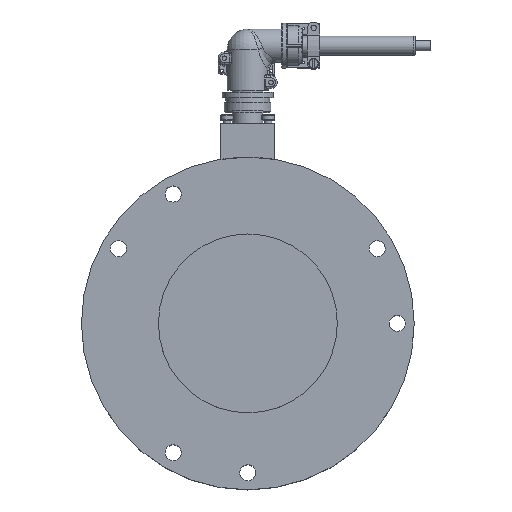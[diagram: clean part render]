
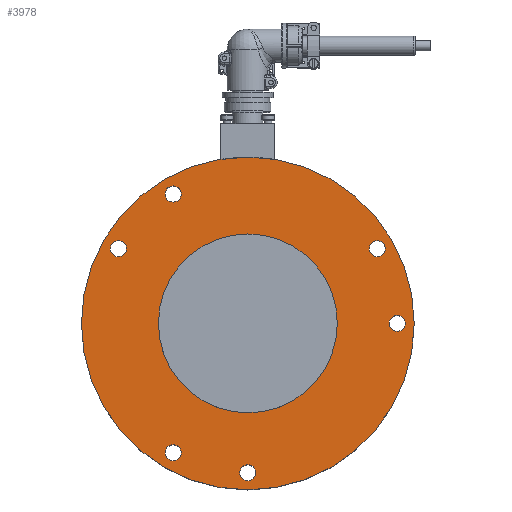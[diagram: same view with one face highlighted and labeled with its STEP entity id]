
A CAD part, top view. The second image highlights one B-rep face of the part: STEP entity #3978.
In plain terms, the highlighted planar face has unit normal (0, 0, 1).
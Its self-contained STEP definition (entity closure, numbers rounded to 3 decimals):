
#55 = EDGE_CURVE ( 'NONE', #11481, #11481, #6861, .T. ) ;
#162 = CARTESIAN_POINT ( 'NONE',  ( 83.5, 0., 33.25 ) ) ;
#230 = AXIS2_PLACEMENT_3D ( 'NONE', #12023, #3196, #11660 ) ;
#601 = DIRECTION ( 'NONE',  ( 0., 0., 1. ) ) ;
#626 = VERTEX_POINT ( 'NONE', #9461 ) ;
#759 = ORIENTED_EDGE ( 'NONE', *, *, #10523, .F. ) ;
#992 = FACE_BOUND ( 'NONE', #3549, .T. ) ;
#1019 = DIRECTION ( 'NONE',  ( 0., 0., 1. ) ) ;
#1424 = DIRECTION ( 'NONE',  ( -0.866, 0.5, 0. ) ) ;
#1444 = AXIS2_PLACEMENT_3D ( 'NONE', #10852, #3791, #2020 ) ;
#1525 = ORIENTED_EDGE ( 'NONE', *, *, #10167, .F. ) ;
#2020 = DIRECTION ( 'NONE',  ( -0.866, 0.5, 0. ) ) ;
#2139 = VERTEX_POINT ( 'NONE', #16236 ) ;
#2518 = VERTEX_POINT ( 'NONE', #18488 ) ;
#2665 = CIRCLE ( 'NONE', #14677, 4.5 ) ;
#2691 = AXIS2_PLACEMENT_3D ( 'NONE', #162, #17281, #11557 ) ;
#3196 = DIRECTION ( 'NONE',  ( 0., 0., 1. ) ) ;
#3549 = EDGE_LOOP ( 'NONE', ( #9908 ) ) ;
#3722 = EDGE_CURVE ( 'NONE', #4707, #4707, #12290, .T. ) ;
#3791 = DIRECTION ( 'NONE',  ( 0., 0., 1. ) ) ;
#3932 = CARTESIAN_POINT ( 'NONE',  ( -25., -43.301, 33.25 ) ) ;
#3978 = ADVANCED_FACE ( 'NONE', ( #992, #16613, #18185, #5248, #11161, #5337, #7973, #10975 ), #6738, .T. ) ;
#4174 = CIRCLE ( 'NONE', #1444, 4.5 ) ;
#4269 = AXIS2_PLACEMENT_3D ( 'NONE', #13449, #9302, #6303 ) ;
#4315 = ORIENTED_EDGE ( 'NONE', *, *, #10542, .F. ) ;
#4707 = VERTEX_POINT ( 'NONE', #7626 ) ;
#5248 = FACE_BOUND ( 'NONE', #16012, .T. ) ;
#5337 = FACE_BOUND ( 'NONE', #5502, .T. ) ;
#5434 = DIRECTION ( 'NONE',  ( -0.866, 0.5, 0. ) ) ;
#5502 = EDGE_LOOP ( 'NONE', ( #7397 ) ) ;
#6303 = DIRECTION ( 'NONE',  ( -0.5, -0.866, 0. ) ) ;
#6708 = EDGE_LOOP ( 'NONE', ( #4315 ) ) ;
#6738 = PLANE ( 'NONE',  #15866 ) ;
#6755 = CARTESIAN_POINT ( 'NONE',  ( 68.416, 44., 33.25 ) ) ;
#6790 = CIRCLE ( 'NONE', #10997, 4.5 ) ;
#6861 = CIRCLE ( 'NONE', #10785, 4.5 ) ;
#6952 = CIRCLE ( 'NONE', #4269, 50. ) ;
#7226 = ORIENTED_EDGE ( 'NONE', *, *, #16585, .F. ) ;
#7397 = ORIENTED_EDGE ( 'NONE', *, *, #15164, .F. ) ;
#7626 = CARTESIAN_POINT ( 'NONE',  ( 79.603, 2.25, 33.25 ) ) ;
#7769 = CARTESIAN_POINT ( 'NONE',  ( -41.75, -72.313, 33.25 ) ) ;
#7819 = EDGE_LOOP ( 'NONE', ( #14718 ) ) ;
#7857 = DIRECTION ( 'NONE',  ( -0.866, 0.5, 0. ) ) ;
#7893 = CARTESIAN_POINT ( 'NONE',  ( -72.313, 41.75, 33.25 ) ) ;
#7973 = FACE_OUTER_BOUND ( 'NONE', #14357, .T. ) ;
#8272 = CARTESIAN_POINT ( 'NONE',  ( -41.75, 72.313, 33.25 ) ) ;
#8450 = CARTESIAN_POINT ( 'NONE',  ( -45.647, -70.063, 33.25 ) ) ;
#9063 = EDGE_CURVE ( 'NONE', #2518, #2518, #14137, .T. ) ;
#9302 = DIRECTION ( 'NONE',  ( 0., 0., 1. ) ) ;
#9461 = CARTESIAN_POINT ( 'NONE',  ( -3.897, -81.25, 33.25 ) ) ;
#9507 = ORIENTED_EDGE ( 'NONE', *, *, #9063, .T. ) ;
#9908 = ORIENTED_EDGE ( 'NONE', *, *, #55, .F. ) ;
#9952 = VERTEX_POINT ( 'NONE', #6755 ) ;
#10167 = EDGE_CURVE ( 'NONE', #17003, #17003, #6952, .T. ) ;
#10523 = EDGE_CURVE ( 'NONE', #9952, #9952, #4174, .T. ) ;
#10542 = EDGE_CURVE ( 'NONE', #13905, #13905, #2665, .T. ) ;
#10785 = AXIS2_PLACEMENT_3D ( 'NONE', #8272, #1019, #15406 ) ;
#10852 = CARTESIAN_POINT ( 'NONE',  ( 72.313, 41.75, 33.25 ) ) ;
#10975 = FACE_BOUND ( 'NONE', #13702, .T. ) ;
#10980 = DIRECTION ( 'NONE',  ( 0., 0., 1. ) ) ;
#10997 = AXIS2_PLACEMENT_3D ( 'NONE', #7893, #10980, #5434 ) ;
#11161 = FACE_BOUND ( 'NONE', #6708, .T. ) ;
#11481 = VERTEX_POINT ( 'NONE', #17207 ) ;
#11557 = DIRECTION ( 'NONE',  ( -0.866, 0.5, 0. ) ) ;
#11660 = DIRECTION ( 'NONE',  ( -0.866, 0.5, 0. ) ) ;
#12023 = CARTESIAN_POINT ( 'NONE',  ( 0., -83.5, 33.25 ) ) ;
#12290 = CIRCLE ( 'NONE', #2691, 4.5 ) ;
#12326 = AXIS2_PLACEMENT_3D ( 'NONE', #17234, #15914, #1424 ) ;
#13449 = CARTESIAN_POINT ( 'NONE',  ( 0., 0., 33.25 ) ) ;
#13702 = EDGE_LOOP ( 'NONE', ( #1525 ) ) ;
#13905 = VERTEX_POINT ( 'NONE', #8450 ) ;
#14137 = CIRCLE ( 'NONE', #12326, 93. ) ;
#14357 = EDGE_LOOP ( 'NONE', ( #9507 ) ) ;
#14652 = CIRCLE ( 'NONE', #230, 4.5 ) ;
#14677 = AXIS2_PLACEMENT_3D ( 'NONE', #7769, #601, #7857 ) ;
#14718 = ORIENTED_EDGE ( 'NONE', *, *, #3722, .F. ) ;
#15164 = EDGE_CURVE ( 'NONE', #626, #626, #14652, .T. ) ;
#15406 = DIRECTION ( 'NONE',  ( -0.866, 0.5, 0. ) ) ;
#15476 = DIRECTION ( 'NONE',  ( 0., 0., 1. ) ) ;
#15866 = AXIS2_PLACEMENT_3D ( 'NONE', #16701, #15476, #18011 ) ;
#15914 = DIRECTION ( 'NONE',  ( 0., 0., 1. ) ) ;
#16012 = EDGE_LOOP ( 'NONE', ( #759 ) ) ;
#16236 = CARTESIAN_POINT ( 'NONE',  ( -76.21, 44., 33.25 ) ) ;
#16585 = EDGE_CURVE ( 'NONE', #2139, #2139, #6790, .T. ) ;
#16613 = FACE_BOUND ( 'NONE', #18515, .T. ) ;
#16701 = CARTESIAN_POINT ( 'NONE',  ( 0., 0., 33.25 ) ) ;
#17003 = VERTEX_POINT ( 'NONE', #3932 ) ;
#17207 = CARTESIAN_POINT ( 'NONE',  ( -45.647, 74.563, 33.25 ) ) ;
#17234 = CARTESIAN_POINT ( 'NONE',  ( 0., 0., 33.25 ) ) ;
#17281 = DIRECTION ( 'NONE',  ( 0., 0., 1. ) ) ;
#18011 = DIRECTION ( 'NONE',  ( -0.866, 0.5, 0. ) ) ;
#18185 = FACE_BOUND ( 'NONE', #7819, .T. ) ;
#18488 = CARTESIAN_POINT ( 'NONE',  ( -80.54, 46.5, 33.25 ) ) ;
#18515 = EDGE_LOOP ( 'NONE', ( #7226 ) ) ;
